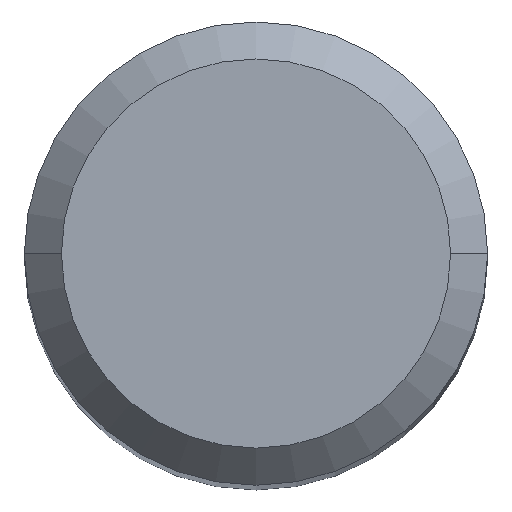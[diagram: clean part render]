
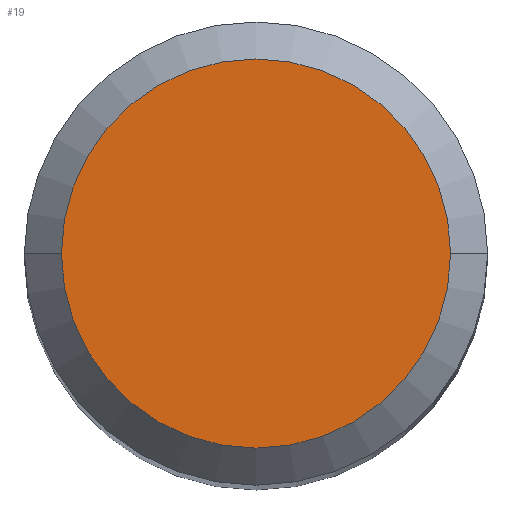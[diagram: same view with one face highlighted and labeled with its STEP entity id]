
A CAD part, top view. The second image highlights one B-rep face of the part: STEP entity #19.
In plain terms, the highlighted planar face has unit normal (0, 0, 1).
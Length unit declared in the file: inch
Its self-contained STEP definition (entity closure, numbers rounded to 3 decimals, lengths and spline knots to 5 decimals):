
#8 = DIRECTION ( 'NONE',  ( 0., 0., 1. ) ) ;
#19 = ADVANCED_FACE ( 'NONE', ( #106 ), #34, .T. ) ;
#34 = PLANE ( 'NONE',  #145 ) ;
#48 = VERTEX_POINT ( 'NONE', #222 ) ;
#51 = EDGE_CURVE ( 'NONE', #243, #48, #185, .T. ) ;
#69 = DIRECTION ( 'NONE',  ( 1., 0., 0. ) ) ;
#82 = CARTESIAN_POINT ( 'NONE',  ( 0.07875, 0., 1.5 ) ) ;
#83 = ORIENTED_EDGE ( 'NONE', *, *, #51, .T. ) ;
#87 = DIRECTION ( 'NONE',  ( 1., 0., 0. ) ) ;
#96 = EDGE_CURVE ( 'NONE', #48, #243, #298, .T. ) ;
#106 = FACE_OUTER_BOUND ( 'NONE', #221, .T. ) ;
#129 = ORIENTED_EDGE ( 'NONE', *, *, #96, .T. ) ;
#136 = DIRECTION ( 'NONE',  ( 0., 0., 1. ) ) ;
#145 = AXIS2_PLACEMENT_3D ( 'NONE', #203, #156, #226 ) ;
#156 = DIRECTION ( 'NONE',  ( 0., 0., 1. ) ) ;
#164 = CARTESIAN_POINT ( 'NONE',  ( 0., 0., 1.5 ) ) ;
#168 = AXIS2_PLACEMENT_3D ( 'NONE', #164, #136, #69 ) ;
#177 = AXIS2_PLACEMENT_3D ( 'NONE', #180, #8, #87 ) ;
#180 = CARTESIAN_POINT ( 'NONE',  ( 0., 0., 1.5 ) ) ;
#185 = CIRCLE ( 'NONE', #177, 0.07875 ) ;
#203 = CARTESIAN_POINT ( 'NONE',  ( 0., 0., 1.5 ) ) ;
#221 = EDGE_LOOP ( 'NONE', ( #129, #83 ) ) ;
#222 = CARTESIAN_POINT ( 'NONE',  ( -0.07875, 0., 1.5 ) ) ;
#226 = DIRECTION ( 'NONE',  ( 1., 0., 0. ) ) ;
#243 = VERTEX_POINT ( 'NONE', #82 ) ;
#298 = CIRCLE ( 'NONE', #168, 0.07875 ) ;
